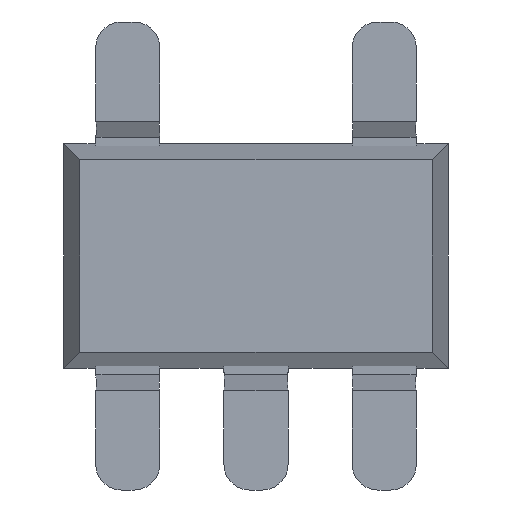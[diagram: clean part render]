
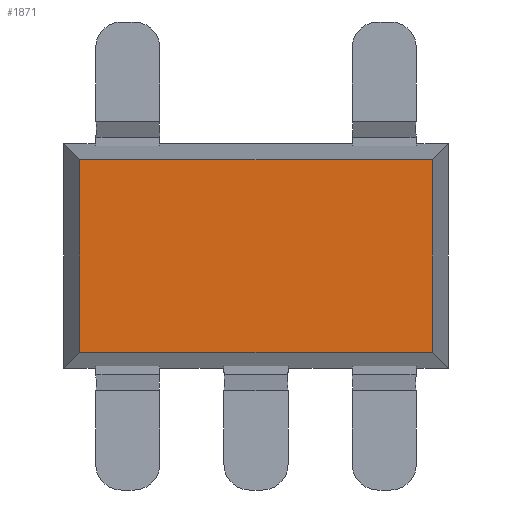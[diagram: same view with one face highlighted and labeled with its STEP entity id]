
A CAD part, front view. The second image highlights one B-rep face of the part: STEP entity #1871.
In plain terms, the highlighted planar face has unit normal (0, -1, 0).
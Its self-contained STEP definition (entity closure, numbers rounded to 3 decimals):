
#304=FACE_OUTER_BOUND('',#419,.T.);
#419=EDGE_LOOP('',(#1367,#1368,#1369,#1370));
#613=LINE('',#2932,#738);
#624=LINE('',#2969,#749);
#630=LINE('',#2980,#755);
#631=LINE('',#2981,#756);
#738=VECTOR('',#2314,1000.);
#749=VECTOR('',#2349,1000.);
#755=VECTOR('',#2365,1000.);
#756=VECTOR('',#2366,1000.);
#878=VERTEX_POINT('',#2929);
#879=VERTEX_POINT('',#2931);
#892=VERTEX_POINT('',#2966);
#893=VERTEX_POINT('',#2968);
#1044=EDGE_CURVE('',#879,#878,#613,.T.);
#1065=EDGE_CURVE('',#893,#892,#624,.T.);
#1072=EDGE_CURVE('',#892,#879,#630,.T.);
#1073=EDGE_CURVE('',#878,#893,#631,.T.);
#1367=ORIENTED_EDGE('',*,*,#1072,.T.);
#1368=ORIENTED_EDGE('',*,*,#1044,.T.);
#1369=ORIENTED_EDGE('',*,*,#1073,.T.);
#1370=ORIENTED_EDGE('',*,*,#1065,.T.);
#1831=PLANE('',#2036);
#1871=ADVANCED_FACE('',(#304),#1831,.F.);
#2036=AXIS2_PLACEMENT_3D('',#2979,#2363,#2364);
#2314=DIRECTION('',(1.,0.,0.));
#2349=DIRECTION('',(-1.,0.,0.));
#2363=DIRECTION('center_axis',(0.,1.,0.));
#2364=DIRECTION('ref_axis',(0.,0.,1.));
#2365=DIRECTION('',(0.,0.,-1.));
#2366=DIRECTION('',(0.,0.,1.));
#2929=CARTESIAN_POINT('',(1.375,-0.7,-0.75));
#2931=CARTESIAN_POINT('',(-1.375,-0.7,-0.75));
#2932=CARTESIAN_POINT('',(0.,-0.7,-0.75));
#2966=CARTESIAN_POINT('',(-1.375,-0.7,0.75));
#2968=CARTESIAN_POINT('',(1.375,-0.7,0.75));
#2969=CARTESIAN_POINT('',(0.,-0.7,0.75));
#2979=CARTESIAN_POINT('Origin',(0.,-0.7,0.));
#2980=CARTESIAN_POINT('',(-1.375,-0.7,0.));
#2981=CARTESIAN_POINT('',(1.375,-0.7,0.));
